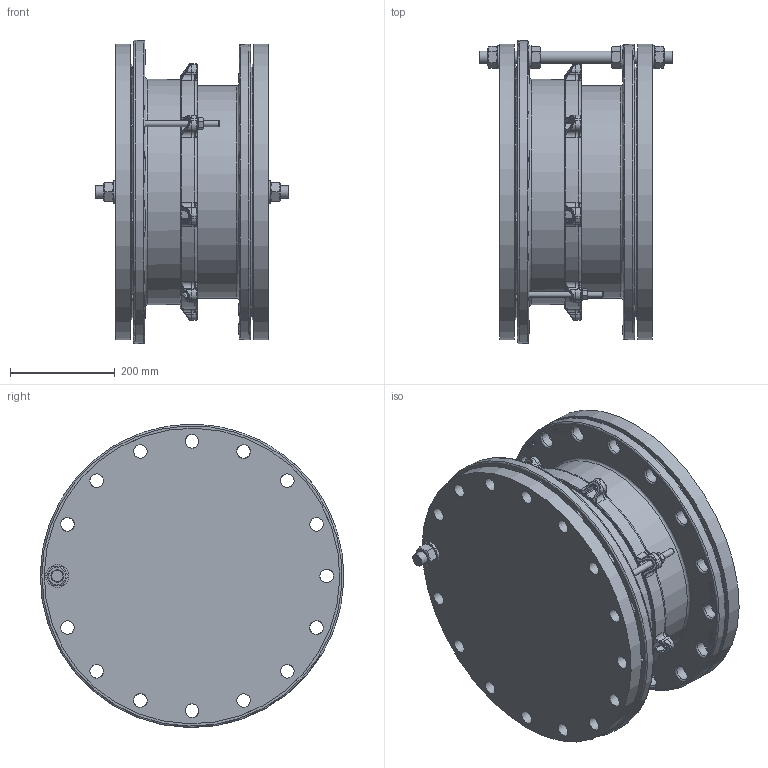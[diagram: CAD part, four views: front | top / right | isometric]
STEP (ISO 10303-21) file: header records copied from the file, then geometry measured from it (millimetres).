
FILE_DESCRIPTION(/* description */ ('PAS-10-CAST-DN400-PN10'),/* implementation_level */ '2;1');
FILE_NAME(/* name */ 'PAS-10-CAST-DN400-PN10.stp',/* time_stamp */ '2017-11-01T10:18:23+01:00',/* author */ ('HP-620 op ssd'),/* organization */ (''),/* preprocessor_version */ 'ST-DEVELOPER v16.5',/* originating_system */ 'Autodesk Inventor 2017',/* authorisation */ '');
FILE_SCHEMA (('AUTOMOTIVE_DESIGN { 1 0 10303 214 3 1 1 }'));
Products named in the file (13): PAS-10-CAST-DN400-PN10; DN400-PN10 RF-Fpiece; 13004023; FABodycast-PN10_16-DN400-OD406.4-RF-RB; 0; ISO 7483 Non-metalic Flat Gasket Inside Bolt Circle - PN 10-M400-3; ISO 7005-1 Blank Flange Type 05 Flat Face - ISO PN 10 DN400; 13000320; DIN 934 - M24; Washer-M24-DIN125A-HDG-0001; 13000xx2; Nut-M12-ST 8-HDG; Washer-M12-DIN125A-HDG-0001
Assembly tree (20 placements, depth 2):
  PAS-10-CAST-DN400-PN10
    DN400-PN10 RF-Fpiece
    13004023
    FABodycast-PN10_16-DN400-OD406.4-RF-RB
    0
    ISO 7483 Non-metalic Flat Gasket Inside Bolt Circle - PN 10-M400-3  x2
    ISO 7005-1 Blank Flange Type 05 Flat Face - ISO PN 10 DN400  x2
    13000320
    DIN 934 - M24  x4
    Washer-M24-DIN125A-HDG-0001  x4
    13000xx2
    Nut-M12-ST 8-HDG
    Washer-M12-DIN125A-HDG-0001
Bounding box: 370 x 579.85 x 579.88 mm (x, y, z)
Volume: 22858095 mm3; surface area: 2961042.3 mm2
Topology: 20 solids, 20 shells, 2841 faces, 7531 edges, 4860 vertices
Faces by surface type: plane 1230, bspline 1086, cylinder 177, torus 173, cone 159, sphere 16
Full cylindrical faces by diameter (mm): 10.106 x1, 11.053 x1, 12 x1, 14 x1, 15.059 x1, 17.2 x1, 20.752 x4, 24 x2, 25 x4, 26 x32, 44 x4, 390.4 x1, 400 x1, 406.4 x2, 407 x2, 411.4 x1, 434.4 x1, 489 x2, 565 x2
Entity records: 116280 total; most frequent: CARTESIAN_POINT 52397, ORIENTED_EDGE 14266, DIRECTION 9264, EDGE_CURVE 7133, VERTEX_POINT 4708, LINE 3880, VECTOR 3880, EDGE_LOOP 3231
